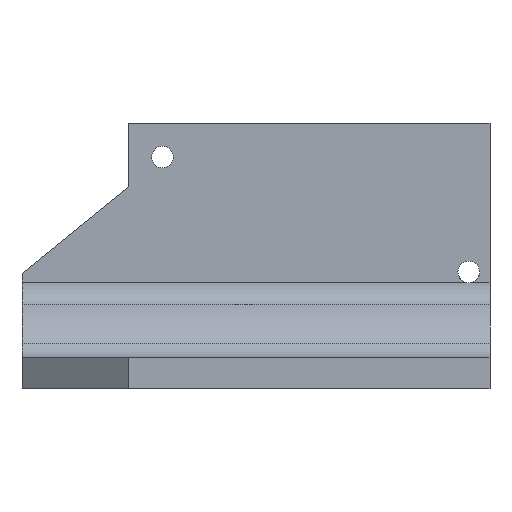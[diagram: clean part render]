
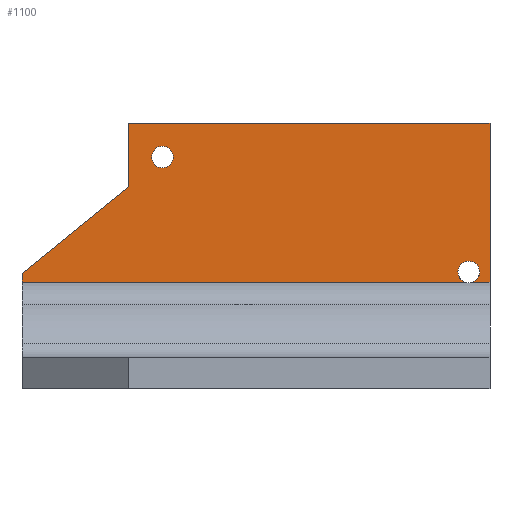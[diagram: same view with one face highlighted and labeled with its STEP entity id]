
A CAD part, left-side view. The second image highlights one B-rep face of the part: STEP entity #1100.
In plain terms, the highlighted planar face has unit normal (-1, 0, 0).
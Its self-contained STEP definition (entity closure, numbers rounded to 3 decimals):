
#49=CARTESIAN_POINT('Vertex',(-9.525,-12.7,41.275)) ;
#52=CARTESIAN_POINT('Line Origine',(-9.525,-12.7,50.8)) ;
#56=CARTESIAN_POINT('Vertex',(-9.525,-12.7,60.325)) ;
#76=CARTESIAN_POINT('Line Origine',(-9.525,-66.675,60.325)) ;
#80=CARTESIAN_POINT('Vertex',(-9.525,-120.65,60.325)) ;
#163=CARTESIAN_POINT('Line Origine',(-9.525,-50.85,12.827)) ;
#167=CARTESIAN_POINT('Vertex',(-9.525,19.05,12.827)) ;
#169=CARTESIAN_POINT('Vertex',(-9.525,-113.206,12.827)) ;
#181=CARTESIAN_POINT('Vertex',(-9.525,-120.65,12.827)) ;
#184=CARTESIAN_POINT('Line Origine',(-9.525,-50.85,12.827)) ;
#188=CARTESIAN_POINT('Vertex',(-9.525,-115.394,12.827)) ;
#392=CARTESIAN_POINT('Line Origine',(-9.525,-120.65,36.576)) ;
#1026=CARTESIAN_POINT('Vertex',(-9.525,19.05,15.478)) ;
#1029=CARTESIAN_POINT('Line Origine',(-9.525,3.175,28.377)) ;
#1041=CARTESIAN_POINT('Axis2P3D Location',(-9.525,-53.975,20.638)) ;
#1046=CARTESIAN_POINT('Axis2P3D Location',(-9.525,-114.3,15.875)) ;
#1050=CARTESIAN_POINT('Vertex',(-9.525,-111.062,15.875)) ;
#1053=CARTESIAN_POINT('Axis2P3D Location',(-9.525,-114.3,15.875)) ;
#1057=CARTESIAN_POINT('Vertex',(-9.525,-117.539,15.875)) ;
#1060=CARTESIAN_POINT('Axis2P3D Location',(-9.525,-114.3,15.875)) ;
#1065=CARTESIAN_POINT('Line Origine',(-9.525,19.05,14.152)) ;
#1082=CARTESIAN_POINT('Axis2P3D Location',(-9.525,-22.86,50.165)) ;
#1086=CARTESIAN_POINT('Vertex',(-9.525,-26.099,50.165)) ;
#1088=CARTESIAN_POINT('Vertex',(-9.525,-19.622,50.165)) ;
#1091=CARTESIAN_POINT('Axis2P3D Location',(-9.525,-22.86,50.165)) ;
#54=VECTOR('Line Direction',#53,1.) ;
#78=VECTOR('Line Direction',#77,1.) ;
#165=VECTOR('Line Direction',#164,1.) ;
#186=VECTOR('Line Direction',#185,1.) ;
#394=VECTOR('Line Direction',#393,1.) ;
#1031=VECTOR('Line Direction',#1030,1.) ;
#1067=VECTOR('Line Direction',#1066,1.) ;
#53=DIRECTION('Vector Direction',(0.,0.,1.)) ;
#77=DIRECTION('Vector Direction',(0.,1.,0.)) ;
#164=DIRECTION('Vector Direction',(0.,-1.,0.)) ;
#185=DIRECTION('Vector Direction',(0.,-1.,0.)) ;
#393=DIRECTION('Vector Direction',(0.,0.,1.)) ;
#1030=DIRECTION('Vector Direction',(0.,-0.776,0.631)) ;
#1042=DIRECTION('Axis2P3D Direction',(1.,0.,0.)) ;
#1043=DIRECTION('Axis2P3D XDirection',(0.,-0.776,0.631)) ;
#1047=DIRECTION('Axis2P3D Direction',(1.,0.,0.)) ;
#1054=DIRECTION('Axis2P3D Direction',(1.,0.,0.)) ;
#1061=DIRECTION('Axis2P3D Direction',(1.,0.,0.)) ;
#1066=DIRECTION('Vector Direction',(0.,0.,1.)) ;
#1083=DIRECTION('Axis2P3D Direction',(1.,0.,0.)) ;
#1092=DIRECTION('Axis2P3D Direction',(1.,0.,0.)) ;
#1044=AXIS2_PLACEMENT_3D('Plane Axis2P3D',#1041,#1042,#1043) ;
#1048=AXIS2_PLACEMENT_3D('Circle Axis2P3D',#1046,#1047,$) ;
#1055=AXIS2_PLACEMENT_3D('Circle Axis2P3D',#1053,#1054,$) ;
#1062=AXIS2_PLACEMENT_3D('Circle Axis2P3D',#1060,#1061,$) ;
#1084=AXIS2_PLACEMENT_3D('Circle Axis2P3D',#1082,#1083,$) ;
#1093=AXIS2_PLACEMENT_3D('Circle Axis2P3D',#1091,#1092,$) ;
#55=LINE('Line',#52,#54) ;
#79=LINE('Line',#76,#78) ;
#166=LINE('Line',#163,#165) ;
#187=LINE('Line',#184,#186) ;
#395=LINE('Line',#392,#394) ;
#1032=LINE('Line',#1029,#1031) ;
#1068=LINE('Line',#1065,#1067) ;
#1049=CIRCLE('generated circle',#1048,3.239) ;
#1056=CIRCLE('generated circle',#1055,3.239) ;
#1063=CIRCLE('generated circle',#1062,3.239) ;
#1085=CIRCLE('generated circle',#1084,3.239) ;
#1094=CIRCLE('generated circle',#1093,3.239) ;
#1045=PLANE('',#1044) ;
#1099=FACE_BOUND('',#1096,.T.) ;
#58=EDGE_CURVE('',#50,#57,#55,.T.) ;
#82=EDGE_CURVE('',#57,#81,#79,.F.) ;
#171=EDGE_CURVE('',#168,#170,#166,.T.) ;
#190=EDGE_CURVE('',#189,#182,#187,.T.) ;
#396=EDGE_CURVE('',#182,#81,#395,.T.) ;
#1033=EDGE_CURVE('',#1027,#50,#1032,.T.) ;
#1052=EDGE_CURVE('',#170,#1051,#1049,.T.) ;
#1059=EDGE_CURVE('',#1051,#1058,#1056,.T.) ;
#1064=EDGE_CURVE('',#1058,#189,#1063,.T.) ;
#1069=EDGE_CURVE('',#168,#1027,#1068,.T.) ;
#1090=EDGE_CURVE('',#1087,#1089,#1085,.T.) ;
#1095=EDGE_CURVE('',#1089,#1087,#1094,.T.) ;
#1071=ORIENTED_EDGE('',*,*,#171,.T.) ;
#1072=ORIENTED_EDGE('',*,*,#1052,.T.) ;
#1073=ORIENTED_EDGE('',*,*,#1059,.T.) ;
#1074=ORIENTED_EDGE('',*,*,#1064,.T.) ;
#1075=ORIENTED_EDGE('',*,*,#190,.T.) ;
#1076=ORIENTED_EDGE('',*,*,#396,.T.) ;
#1077=ORIENTED_EDGE('',*,*,#82,.F.) ;
#1078=ORIENTED_EDGE('',*,*,#58,.F.) ;
#1079=ORIENTED_EDGE('',*,*,#1033,.F.) ;
#1080=ORIENTED_EDGE('',*,*,#1069,.F.) ;
#1097=ORIENTED_EDGE('',*,*,#1090,.T.) ;
#1098=ORIENTED_EDGE('',*,*,#1095,.T.) ;
#1070=EDGE_LOOP('',(#1071,#1072,#1073,#1074,#1075,#1076,#1077,#1078,#1079,#1080)) ;
#1096=EDGE_LOOP('',(#1097,#1098)) ;
#50=VERTEX_POINT('',#49) ;
#57=VERTEX_POINT('',#56) ;
#81=VERTEX_POINT('',#80) ;
#168=VERTEX_POINT('',#167) ;
#170=VERTEX_POINT('',#169) ;
#182=VERTEX_POINT('',#181) ;
#189=VERTEX_POINT('',#188) ;
#1027=VERTEX_POINT('',#1026) ;
#1051=VERTEX_POINT('',#1050) ;
#1058=VERTEX_POINT('',#1057) ;
#1087=VERTEX_POINT('',#1086) ;
#1089=VERTEX_POINT('',#1088) ;
#1100=ADVANCED_FACE('PartBody',(#1081,#1099),#1045,.F.) ;
#1081=FACE_OUTER_BOUND('',#1070,.T.) ;
